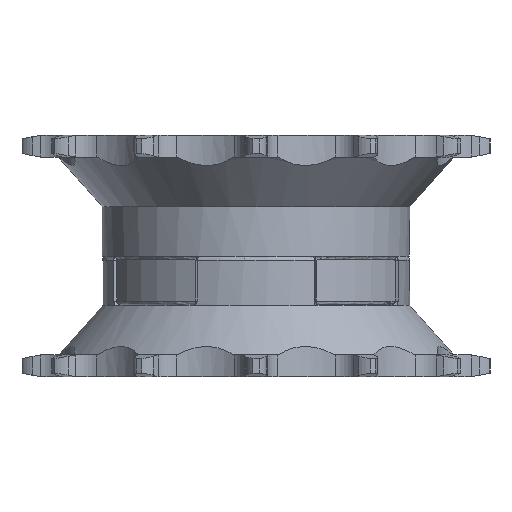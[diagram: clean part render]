
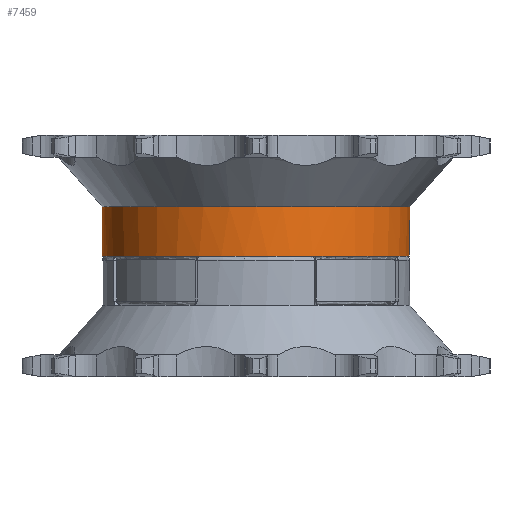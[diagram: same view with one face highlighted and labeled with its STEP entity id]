
A CAD part, front view. The second image highlights one B-rep face of the part: STEP entity #7459.
In plain terms, the highlighted cylindrical face has radius 35 mm (diameter 70 mm), a full revolution.
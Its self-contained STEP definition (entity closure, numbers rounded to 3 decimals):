
#493=LINE('',#11619,#990);
#990=VECTOR('',#8953,35.);
#1433=CYLINDRICAL_SURFACE('',#7955,35.);
#1659=FACE_OUTER_BOUND('',#2097,.T.);
#2097=EDGE_LOOP('',(#5320,#5321,#5322,#5323,#5324,#5325,#5326,#5327,#5328,
#5329,#5330,#5331,#5332));
#2687=CIRCLE('',#7878,35.);
#2690=CIRCLE('',#7887,35.);
#2693=CIRCLE('',#7896,35.);
#2696=CIRCLE('',#7905,35.);
#2698=CIRCLE('',#7909,35.);
#2699=CIRCLE('',#7910,35.);
#2700=CIRCLE('',#7911,35.);
#2702=CIRCLE('',#7913,35.);
#2703=CIRCLE('',#7914,35.);
#2718=CIRCLE('',#7956,35.);
#2719=CIRCLE('',#7957,35.);
#3061=VERTEX_POINT('',#11021);
#3063=VERTEX_POINT('',#11043);
#3068=VERTEX_POINT('',#11121);
#3070=VERTEX_POINT('',#11143);
#3075=VERTEX_POINT('',#11221);
#3077=VERTEX_POINT('',#11243);
#3082=VERTEX_POINT('',#11321);
#3084=VERTEX_POINT('',#11343);
#3087=VERTEX_POINT('',#11384);
#3128=VERTEX_POINT('',#11618);
#3129=VERTEX_POINT('',#11620);
#3857=EDGE_CURVE('',#3061,#3063,#2687,.T.);
#3870=EDGE_CURVE('',#3068,#3070,#2690,.T.);
#3883=EDGE_CURVE('',#3075,#3077,#2693,.T.);
#3896=EDGE_CURVE('',#3082,#3084,#2696,.T.);
#3902=EDGE_CURVE('',#3063,#3075,#2698,.T.);
#3903=EDGE_CURVE('',#3077,#3087,#2699,.T.);
#3904=EDGE_CURVE('',#3087,#3082,#2700,.T.);
#3908=EDGE_CURVE('',#3084,#3068,#2702,.T.);
#3909=EDGE_CURVE('',#3070,#3061,#2703,.T.);
#3969=EDGE_CURVE('',#3087,#3128,#493,.T.);
#3970=EDGE_CURVE('',#3129,#3128,#2718,.T.);
#3971=EDGE_CURVE('',#3128,#3129,#2719,.T.);
#5320=ORIENTED_EDGE('',*,*,#3908,.F.);
#5321=ORIENTED_EDGE('',*,*,#3896,.F.);
#5322=ORIENTED_EDGE('',*,*,#3904,.F.);
#5323=ORIENTED_EDGE('',*,*,#3969,.T.);
#5324=ORIENTED_EDGE('',*,*,#3970,.F.);
#5325=ORIENTED_EDGE('',*,*,#3971,.F.);
#5326=ORIENTED_EDGE('',*,*,#3969,.F.);
#5327=ORIENTED_EDGE('',*,*,#3903,.F.);
#5328=ORIENTED_EDGE('',*,*,#3883,.F.);
#5329=ORIENTED_EDGE('',*,*,#3902,.F.);
#5330=ORIENTED_EDGE('',*,*,#3857,.F.);
#5331=ORIENTED_EDGE('',*,*,#3909,.F.);
#5332=ORIENTED_EDGE('',*,*,#3870,.F.);
#7459=ADVANCED_FACE('',(#1659),#1433,.T.);
#7878=AXIS2_PLACEMENT_3D('',#11044,#8743,#8744);
#7887=AXIS2_PLACEMENT_3D('',#11144,#8765,#8766);
#7896=AXIS2_PLACEMENT_3D('',#11244,#8787,#8788);
#7905=AXIS2_PLACEMENT_3D('',#11344,#8809,#8810);
#7909=AXIS2_PLACEMENT_3D('',#11383,#8818,#8819);
#7910=AXIS2_PLACEMENT_3D('',#11385,#8820,#8821);
#7911=AXIS2_PLACEMENT_3D('',#11386,#8822,#8823);
#7913=AXIS2_PLACEMENT_3D('',#11392,#8828,#8829);
#7914=AXIS2_PLACEMENT_3D('',#11393,#8830,#8831);
#7955=AXIS2_PLACEMENT_3D('',#11617,#8951,#8952);
#7956=AXIS2_PLACEMENT_3D('',#11621,#8954,#8955);
#7957=AXIS2_PLACEMENT_3D('',#11622,#8956,#8957);
#8743=DIRECTION('center_axis',(0.,0.,-1.));
#8744=DIRECTION('ref_axis',(1.,0.,0.));
#8765=DIRECTION('center_axis',(0.,0.,-1.));
#8766=DIRECTION('ref_axis',(1.,0.,0.));
#8787=DIRECTION('center_axis',(0.,0.,-1.));
#8788=DIRECTION('ref_axis',(1.,0.,0.));
#8809=DIRECTION('center_axis',(0.,0.,-1.));
#8810=DIRECTION('ref_axis',(1.,0.,0.));
#8818=DIRECTION('center_axis',(0.,0.,-1.));
#8819=DIRECTION('ref_axis',(1.,0.,0.));
#8820=DIRECTION('center_axis',(0.,0.,-1.));
#8821=DIRECTION('ref_axis',(1.,0.,0.));
#8822=DIRECTION('center_axis',(0.,0.,-1.));
#8823=DIRECTION('ref_axis',(1.,0.,0.));
#8828=DIRECTION('center_axis',(0.,0.,-1.));
#8829=DIRECTION('ref_axis',(1.,0.,0.));
#8830=DIRECTION('center_axis',(0.,0.,-1.));
#8831=DIRECTION('ref_axis',(1.,0.,0.));
#8951=DIRECTION('center_axis',(0.,0.,-1.));
#8952=DIRECTION('ref_axis',(1.,0.,0.));
#8953=DIRECTION('',(0.,0.,1.));
#8954=DIRECTION('center_axis',(0.,0.,1.));
#8955=DIRECTION('ref_axis',(1.,0.,0.));
#8956=DIRECTION('center_axis',(0.,0.,1.));
#8957=DIRECTION('ref_axis',(1.,0.,0.));
#11021=CARTESIAN_POINT('',(32.524,-12.931,-27.5));
#11043=CARTESIAN_POINT('',(12.931,-32.524,-27.5));
#11044=CARTESIAN_POINT('Origin',(0.,0.,-27.5));
#11121=CARTESIAN_POINT('',(12.931,32.524,-27.5));
#11143=CARTESIAN_POINT('',(32.524,12.931,-27.5));
#11144=CARTESIAN_POINT('Origin',(0.,0.,-27.5));
#11221=CARTESIAN_POINT('',(-12.931,-32.524,-27.5));
#11243=CARTESIAN_POINT('',(-32.524,-12.931,-27.5));
#11244=CARTESIAN_POINT('Origin',(0.,0.,-27.5));
#11321=CARTESIAN_POINT('',(-32.524,12.931,-27.5));
#11343=CARTESIAN_POINT('',(-12.931,32.524,-27.5));
#11344=CARTESIAN_POINT('Origin',(0.,0.,-27.5));
#11383=CARTESIAN_POINT('Origin',(0.,0.,-27.5));
#11384=CARTESIAN_POINT('',(-35.,0.,-27.5));
#11385=CARTESIAN_POINT('Origin',(0.,0.,-27.5));
#11386=CARTESIAN_POINT('Origin',(0.,0.,-27.5));
#11392=CARTESIAN_POINT('Origin',(0.,0.,-27.5));
#11393=CARTESIAN_POINT('Origin',(0.,0.,-27.5));
#11617=CARTESIAN_POINT('Origin',(0.,0.,-16.25));
#11618=CARTESIAN_POINT('',(-35.,0.,-16.25));
#11619=CARTESIAN_POINT('',(-35.,0.,-16.25));
#11620=CARTESIAN_POINT('',(35.,0.,-16.25));
#11621=CARTESIAN_POINT('Origin',(0.,0.,-16.25));
#11622=CARTESIAN_POINT('Origin',(0.,0.,-16.25));
